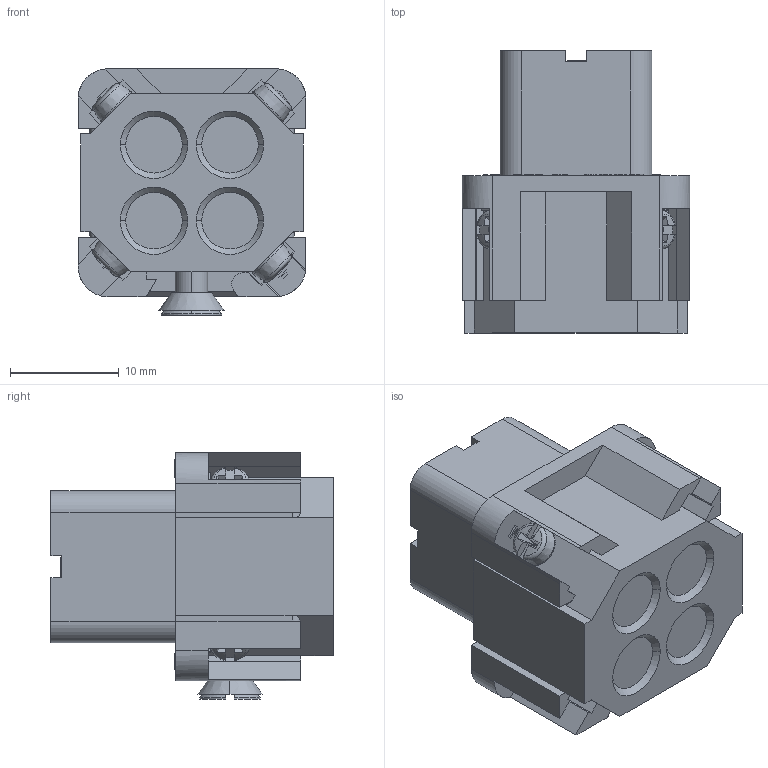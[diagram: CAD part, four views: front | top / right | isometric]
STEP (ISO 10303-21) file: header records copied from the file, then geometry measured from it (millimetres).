
FILE_DESCRIPTION(/* description */ (''),/* implementation_level */ '2;1');
FILE_NAME(/* name */ 'C146_10B003_002_4.stp',/* time_stamp */ '2016-04-13T08:41:17+02:00',/* author */ (''),/* organization */ (''),/* preprocessor_version */ 'ST-DEVELOPER v15',/* originating_system */ 'SIEMENS PLM Software NX 9.0',/* authorisation */ '');
FILE_SCHEMA (('CONFIG_CONTROL_DESIGN'));
Length unit declared in the file: millimetre
Products named in the file (1): c146 10b003 002 4nxm001-04
Bounding box: 21 x 26 x 22.7 mm (x, y, z)
Volume: 7095.1 mm3; surface area: 3363.7 mm2
Topology: 1 solids, 1 shells, 1055 faces, 2966 edges, 1964 vertices
Faces by surface type: plane 939, cylinder 60, cone 28, torus 20, bspline 8
Entity records: 34415 total; most frequent: CARTESIAN_POINT 7164, ORIENTED_EDGE 5932, DIRECTION 5151, EDGE_CURVE 2966, LINE 2581, VECTOR 2581, VERTEX_POINT 1964, AXIS2_PLACEMENT_3D 1285
